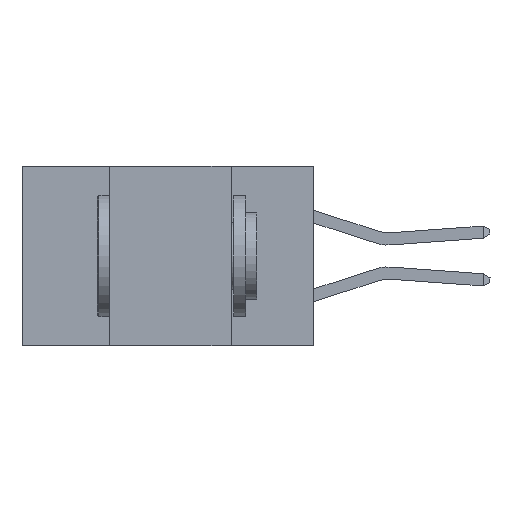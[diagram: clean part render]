
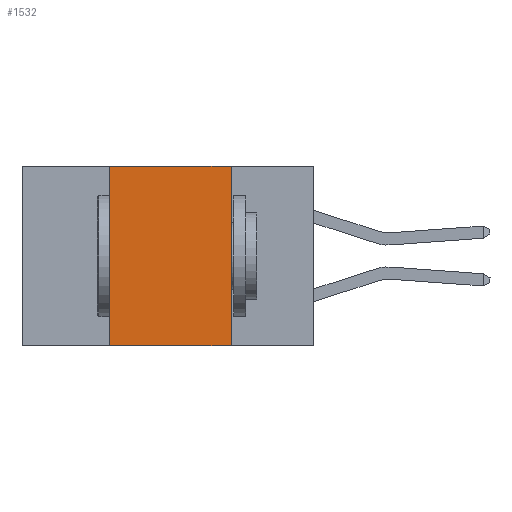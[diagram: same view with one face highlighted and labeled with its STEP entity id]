
A CAD part, left-side view. The second image highlights one B-rep face of the part: STEP entity #1532.
In plain terms, the highlighted planar face has unit normal (-1, 0, 0).
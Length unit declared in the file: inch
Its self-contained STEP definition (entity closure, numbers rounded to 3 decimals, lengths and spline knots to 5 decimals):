
#505 = AXIS2_PLACEMENT_3D ( 'NONE', #16313, #17918, #17914 ) ;
#1532 = ADVANCED_FACE ( 'NONE', ( #12345 ), #17764, .F. ) ;
#1933 = LINE ( 'NONE', #2573, #6114 ) ;
#2573 = CARTESIAN_POINT ( 'NONE',  ( 0., 0.17, 0. ) ) ;
#3772 = CARTESIAN_POINT ( 'NONE',  ( 0., 0.17, 0. ) ) ;
#3956 = EDGE_LOOP ( 'NONE', ( #7645, #5947, #10184, #18734 ) ) ;
#3964 = DIRECTION ( 'NONE',  ( 0., 0., 1. ) ) ;
#4538 = DIRECTION ( 'NONE',  ( 0., 0., -1. ) ) ;
#4784 = VECTOR ( 'NONE', #3964, 39.37008 ) ;
#4938 = CARTESIAN_POINT ( 'NONE',  ( 0., 0.6, -0.37 ) ) ;
#5032 = DIRECTION ( 'NONE',  ( 0., -1., 0. ) ) ;
#5947 = ORIENTED_EDGE ( 'NONE', *, *, #9954, .F. ) ;
#6114 = VECTOR ( 'NONE', #4538, 39.37008 ) ;
#7645 = ORIENTED_EDGE ( 'NONE', *, *, #8349, .F. ) ;
#8349 = EDGE_CURVE ( 'NONE', #12426, #10450, #1933, .T. ) ;
#9208 = CARTESIAN_POINT ( 'NONE',  ( 0., 0.17, -0.37 ) ) ;
#9432 = EDGE_CURVE ( 'NONE', #15552, #18487, #21371, .T. ) ;
#9954 = EDGE_CURVE ( 'NONE', #18487, #12426, #18491, .T. ) ;
#10184 = ORIENTED_EDGE ( 'NONE', *, *, #9432, .F. ) ;
#10229 = CARTESIAN_POINT ( 'NONE',  ( 0., 0.42, -0.37 ) ) ;
#10450 = VERTEX_POINT ( 'NONE', #9208 ) ;
#12345 = FACE_OUTER_BOUND ( 'NONE', #3956, .T. ) ;
#12426 = VERTEX_POINT ( 'NONE', #3772 ) ;
#12580 = VECTOR ( 'NONE', #14757, 39.37008 ) ;
#12805 = EDGE_CURVE ( 'NONE', #15552, #10450, #16873, .T. ) ;
#13717 = VECTOR ( 'NONE', #5032, 39.37008 ) ;
#13820 = CARTESIAN_POINT ( 'NONE',  ( 0., 0.42, 0. ) ) ;
#14757 = DIRECTION ( 'NONE',  ( 0., -1., 0. ) ) ;
#15157 = CARTESIAN_POINT ( 'NONE',  ( 0., 0.42, 0. ) ) ;
#15552 = VERTEX_POINT ( 'NONE', #10229 ) ;
#16313 = CARTESIAN_POINT ( 'NONE',  ( 0., 0.6, 0. ) ) ;
#16873 = LINE ( 'NONE', #4938, #12580 ) ;
#17764 = PLANE ( 'NONE',  #505 ) ;
#17914 = DIRECTION ( 'NONE',  ( 0., 0., -1. ) ) ;
#17918 = DIRECTION ( 'NONE',  ( 1., 0., 0. ) ) ;
#18487 = VERTEX_POINT ( 'NONE', #15157 ) ;
#18491 = LINE ( 'NONE', #21135, #13717 ) ;
#18734 = ORIENTED_EDGE ( 'NONE', *, *, #12805, .T. ) ;
#21135 = CARTESIAN_POINT ( 'NONE',  ( 0., 0.6, 0. ) ) ;
#21371 = LINE ( 'NONE', #13820, #4784 ) ;
